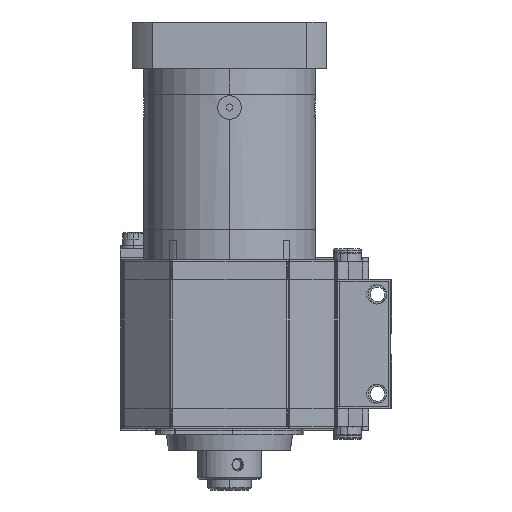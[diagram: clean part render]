
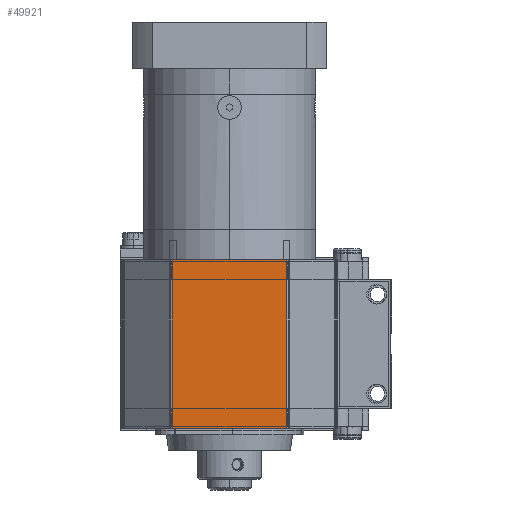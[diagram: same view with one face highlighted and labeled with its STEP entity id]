
A CAD part, left-side view. The second image highlights one B-rep face of the part: STEP entity #49921.
In plain terms, the highlighted face is planar.
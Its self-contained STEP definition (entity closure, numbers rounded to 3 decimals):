
#5660 = DIRECTION ( 'NONE',  ( 0., 1., 0. ) ) ;
#5665 = CARTESIAN_POINT ( 'NONE',  ( 103., 100.738, 78. ) ) ;
#5707 = DIRECTION ( 'NONE',  ( 0., 1., 0. ) ) ;
#5709 = CARTESIAN_POINT ( 'NONE',  ( 103., 100.738, 0. ) ) ;
#5783 = CARTESIAN_POINT ( 'NONE',  ( 103., 47.081, 78. ) ) ;
#5784 = DIRECTION ( 'NONE',  ( 0., 0., -1. ) ) ;
#5785 = CARTESIAN_POINT ( 'NONE',  ( 103., 99.909, 78. ) ) ;
#5786 = DIRECTION ( 'NONE',  ( 0., 0., -1. ) ) ;
#11610 = CARTESIAN_POINT ( 'NONE',  ( 103., 100.738, 78. ) ) ;
#11612 = PLANE ( 'NONE',  #27462 ) ;
#11614 = DIRECTION ( 'NONE',  ( -1., 0., 0. ) ) ;
#11615 = DIRECTION ( 'NONE',  ( 0., 0., 1. ) ) ;
#22250 = EDGE_LOOP ( 'NONE', ( #50710, #50803, #50711, #50712 ) ) ;
#24336 = VERTEX_POINT ( 'NONE', #39114 ) ;
#24408 = VERTEX_POINT ( 'NONE', #39134 ) ;
#24410 = VERTEX_POINT ( 'NONE', #39136 ) ;
#24649 = VERTEX_POINT ( 'NONE', #47836 ) ;
#27462 = AXIS2_PLACEMENT_3D ( 'NONE', #11610, #11614, #11615 ) ;
#39114 = CARTESIAN_POINT ( 'NONE',  ( 103., 99.909, 78. ) ) ;
#39134 = CARTESIAN_POINT ( 'NONE',  ( 103., 47.081, 78. ) ) ;
#39136 = CARTESIAN_POINT ( 'NONE',  ( 103., 99.909, 0. ) ) ;
#40845 = FACE_OUTER_BOUND ( 'NONE', #22250, .T. ) ;
#46505 = EDGE_CURVE ( 'NONE', #24408, #24336, #61854, .T. ) ;
#46551 = EDGE_CURVE ( 'NONE', #24649, #24410, #61885, .T. ) ;
#46635 = EDGE_CURVE ( 'NONE', #24408, #24649, #61950, .T. ) ;
#46637 = EDGE_CURVE ( 'NONE', #24336, #24410, #61952, .T. ) ;
#47836 = CARTESIAN_POINT ( 'NONE',  ( 103., 47.081, 0. ) ) ;
#49921 = ADVANCED_FACE ( 'NONE', ( #40845 ), #11612, .F. ) ;
#50710 = ORIENTED_EDGE ( 'NONE', *, *, #46551, .T. ) ;
#50711 = ORIENTED_EDGE ( 'NONE', *, *, #46505, .F. ) ;
#50712 = ORIENTED_EDGE ( 'NONE', *, *, #46635, .T. ) ;
#50803 = ORIENTED_EDGE ( 'NONE', *, *, #46637, .F. ) ;
#61854 = LINE ( 'NONE', #5665, #61857 ) ;
#61857 = VECTOR ( 'NONE', #5660, 1000. ) ;
#61885 = LINE ( 'NONE', #5709, #61889 ) ;
#61889 = VECTOR ( 'NONE', #5707, 1000. ) ;
#61950 = LINE ( 'NONE', #5783, #61953 ) ;
#61952 = LINE ( 'NONE', #5785, #61955 ) ;
#61953 = VECTOR ( 'NONE', #5784, 1000. ) ;
#61955 = VECTOR ( 'NONE', #5786, 1000. ) ;
